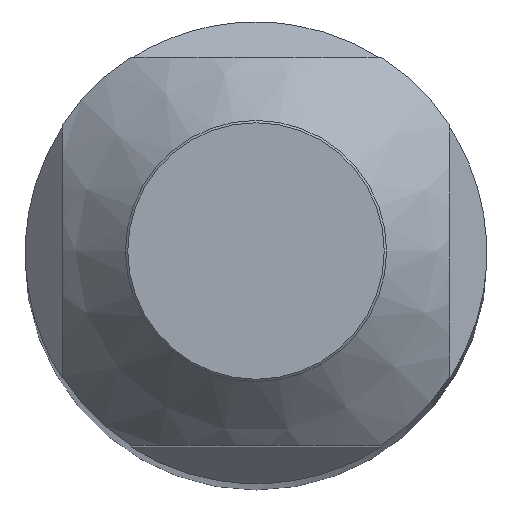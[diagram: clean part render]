
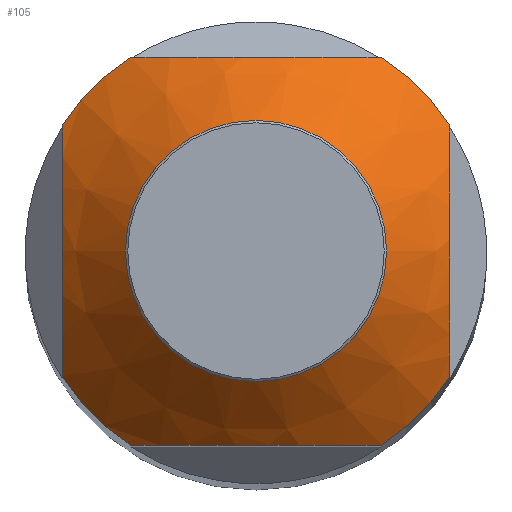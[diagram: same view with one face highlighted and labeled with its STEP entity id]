
A CAD part, top view. The second image highlights one B-rep face of the part: STEP entity #105.
In plain terms, the highlighted conical face has half-angle 45 degrees and reference radius 1.3 mm.
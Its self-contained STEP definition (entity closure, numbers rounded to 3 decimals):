
#53=CONICAL_SURFACE('',#393,1.3,45.);
#68=FACE_BOUND('',#151,.T.);
#69=FACE_BOUND('',#152,.T.);
#81=CIRCLE('',#382,1.25);
#82=CIRCLE('',#383,1.25);
#83=CIRCLE('',#384,1.25);
#84=CIRCLE('',#385,1.25);
#87=CIRCLE('',#392,0.707);
#105=ADVANCED_FACE('NONE',(#68,#69),#53,.T.);
#151=EDGE_LOOP('',(#214,#215,#216,#217,#218,#219,#220,#221));
#152=EDGE_LOOP('',(#222));
#214=ORIENTED_EDGE('',*,*,#275,.F.);
#215=ORIENTED_EDGE('',*,*,#280,.F.);
#216=ORIENTED_EDGE('',*,*,#270,.F.);
#217=ORIENTED_EDGE('',*,*,#283,.F.);
#218=ORIENTED_EDGE('',*,*,#265,.F.);
#219=ORIENTED_EDGE('',*,*,#282,.F.);
#220=ORIENTED_EDGE('',*,*,#260,.F.);
#221=ORIENTED_EDGE('',*,*,#281,.F.);
#222=ORIENTED_EDGE('',*,*,#286,.F.);
#233=VERTEX_POINT('',#516);
#234=VERTEX_POINT('',#530);
#237=VERTEX_POINT('',#539);
#238=VERTEX_POINT('',#553);
#241=VERTEX_POINT('',#562);
#242=VERTEX_POINT('',#576);
#245=VERTEX_POINT('',#585);
#246=VERTEX_POINT('',#599);
#252=VERTEX_POINT('',#623);
#260=EDGE_CURVE('NONE',#233,#234,#324,.T.);
#265=EDGE_CURVE('NONE',#237,#238,#325,.T.);
#270=EDGE_CURVE('NONE',#241,#242,#326,.T.);
#275=EDGE_CURVE('NONE',#245,#246,#327,.T.);
#280=EDGE_CURVE('NONE',#242,#245,#81,.T.);
#281=EDGE_CURVE('NONE',#246,#233,#82,.T.);
#282=EDGE_CURVE('NONE',#234,#237,#83,.T.);
#283=EDGE_CURVE('NONE',#238,#241,#84,.T.);
#286=EDGE_CURVE('NONE',#252,#252,#87,.T.);
#324=B_SPLINE_CURVE_WITH_KNOTS('',3,(#517,#518,#519,#520,#521,#522,#523,
#524,#525,#526,#527,#528,#529),.UNSPECIFIED.,.F.,.F.,(4,3,3,3,4),(0.,0.356,
0.62,0.957,1.),.UNSPECIFIED.);
#325=B_SPLINE_CURVE_WITH_KNOTS('',3,(#540,#541,#542,#543,#544,#545,#546,
#547,#548,#549,#550,#551,#552),.UNSPECIFIED.,.F.,.F.,(4,3,3,3,4),(0.,0.357,
0.5,0.769,1.),.UNSPECIFIED.);
#326=B_SPLINE_CURVE_WITH_KNOTS('',3,(#563,#564,#565,#566,#567,#568,#569,
#570,#571,#572,#573,#574,#575),.UNSPECIFIED.,.F.,.F.,(4,3,3,3,4),(0.,0.356,
0.62,0.957,1.),.UNSPECIFIED.);
#327=B_SPLINE_CURVE_WITH_KNOTS('',3,(#586,#587,#588,#589,#590,#591,#592,
#593,#594,#595,#596,#597,#598),.UNSPECIFIED.,.F.,.F.,(4,3,3,3,4),(0.,0.357,
0.5,0.769,1.),.UNSPECIFIED.);
#382=AXIS2_PLACEMENT_3D('',#610,#456,#457);
#383=AXIS2_PLACEMENT_3D('',#611,#458,#459);
#384=AXIS2_PLACEMENT_3D('',#612,#460,#461);
#385=AXIS2_PLACEMENT_3D('',#613,#462,#463);
#392=AXIS2_PLACEMENT_3D('',#622,#476,#477);
#393=AXIS2_PLACEMENT_3D('',#624,#478,#479);
#456=DIRECTION('',(0.,0.,-1.));
#457=DIRECTION('',(-1.,0.,0.));
#458=DIRECTION('',(0.,0.,-1.));
#459=DIRECTION('',(-1.,0.,0.));
#460=DIRECTION('',(0.,0.,-1.));
#461=DIRECTION('',(-1.,0.,0.));
#462=DIRECTION('',(0.,0.,-1.));
#463=DIRECTION('',(-1.,0.,0.));
#476=DIRECTION('',(0.,0.,1.));
#477=DIRECTION('',(-1.,0.,0.));
#478=DIRECTION('',(0.,0.,-1.));
#479=DIRECTION('',(-1.,0.,0.));
#516=CARTESIAN_POINT('',(-0.678,1.05,-0.554));
#517=CARTESIAN_POINT('',(-0.678,1.05,-0.554));
#518=CARTESIAN_POINT('',(-0.53,1.05,-0.474));
#519=CARTESIAN_POINT('',(-0.37,1.05,-0.406));
#520=CARTESIAN_POINT('',(-0.204,1.05,-0.374));
#521=CARTESIAN_POINT('',(-0.081,1.05,-0.351));
#522=CARTESIAN_POINT('',(0.047,1.05,-0.348));
#523=CARTESIAN_POINT('',(0.171,1.05,-0.368));
#524=CARTESIAN_POINT('',(0.329,1.05,-0.393));
#525=CARTESIAN_POINT('',(0.481,1.05,-0.453));
#526=CARTESIAN_POINT('',(0.623,1.05,-0.525));
#527=CARTESIAN_POINT('',(0.642,1.05,-0.535));
#528=CARTESIAN_POINT('',(0.66,1.05,-0.544));
#529=CARTESIAN_POINT('',(0.678,1.05,-0.554));
#530=CARTESIAN_POINT('',(0.678,1.05,-0.554));
#539=CARTESIAN_POINT('',(1.05,0.678,-0.554));
#540=CARTESIAN_POINT('',(1.05,0.678,-0.554));
#541=CARTESIAN_POINT('',(1.05,0.53,-0.474));
#542=CARTESIAN_POINT('',(1.05,0.37,-0.406));
#543=CARTESIAN_POINT('',(1.05,0.204,-0.374));
#544=CARTESIAN_POINT('',(1.05,0.137,-0.361));
#545=CARTESIAN_POINT('',(1.05,0.068,-0.354));
#546=CARTESIAN_POINT('',(1.05,0.,-0.354));
#547=CARTESIAN_POINT('',(1.05,-0.127,-0.354));
#548=CARTESIAN_POINT('',(1.05,-0.256,-0.379));
#549=CARTESIAN_POINT('',(1.05,-0.376,-0.42));
#550=CARTESIAN_POINT('',(1.05,-0.481,-0.455));
#551=CARTESIAN_POINT('',(1.05,-0.581,-0.502));
#552=CARTESIAN_POINT('',(1.05,-0.678,-0.554));
#553=CARTESIAN_POINT('',(1.05,-0.678,-0.554));
#562=CARTESIAN_POINT('',(0.678,-1.05,-0.554));
#563=CARTESIAN_POINT('',(0.678,-1.05,-0.554));
#564=CARTESIAN_POINT('',(0.53,-1.05,-0.474));
#565=CARTESIAN_POINT('',(0.37,-1.05,-0.406));
#566=CARTESIAN_POINT('',(0.204,-1.05,-0.374));
#567=CARTESIAN_POINT('',(0.081,-1.05,-0.351));
#568=CARTESIAN_POINT('',(-0.047,-1.05,-0.348));
#569=CARTESIAN_POINT('',(-0.171,-1.05,-0.368));
#570=CARTESIAN_POINT('',(-0.329,-1.05,-0.393));
#571=CARTESIAN_POINT('',(-0.481,-1.05,-0.453));
#572=CARTESIAN_POINT('',(-0.623,-1.05,-0.525));
#573=CARTESIAN_POINT('',(-0.642,-1.05,-0.535));
#574=CARTESIAN_POINT('',(-0.66,-1.05,-0.544));
#575=CARTESIAN_POINT('',(-0.678,-1.05,-0.554));
#576=CARTESIAN_POINT('',(-0.678,-1.05,-0.554));
#585=CARTESIAN_POINT('',(-1.05,-0.678,-0.554));
#586=CARTESIAN_POINT('',(-1.05,-0.678,-0.554));
#587=CARTESIAN_POINT('',(-1.05,-0.53,-0.474));
#588=CARTESIAN_POINT('',(-1.05,-0.37,-0.406));
#589=CARTESIAN_POINT('',(-1.05,-0.204,-0.374));
#590=CARTESIAN_POINT('',(-1.05,-0.137,-0.361));
#591=CARTESIAN_POINT('',(-1.05,-0.068,-0.354));
#592=CARTESIAN_POINT('',(-1.05,0.,-0.354));
#593=CARTESIAN_POINT('',(-1.05,0.127,-0.354));
#594=CARTESIAN_POINT('',(-1.05,0.256,-0.379));
#595=CARTESIAN_POINT('',(-1.05,0.376,-0.42));
#596=CARTESIAN_POINT('',(-1.05,0.481,-0.455));
#597=CARTESIAN_POINT('',(-1.05,0.581,-0.502));
#598=CARTESIAN_POINT('',(-1.05,0.678,-0.554));
#599=CARTESIAN_POINT('',(-1.05,0.678,-0.554));
#610=CARTESIAN_POINT('',(0.,0.,-0.554));
#611=CARTESIAN_POINT('',(0.,0.,-0.554));
#612=CARTESIAN_POINT('',(0.,0.,-0.554));
#613=CARTESIAN_POINT('',(0.,0.,-0.554));
#622=CARTESIAN_POINT('',(0.,0.,-0.011));
#623=CARTESIAN_POINT('',(-0.707,0.,-0.011));
#624=CARTESIAN_POINT('',(0.,0.,-0.604));
